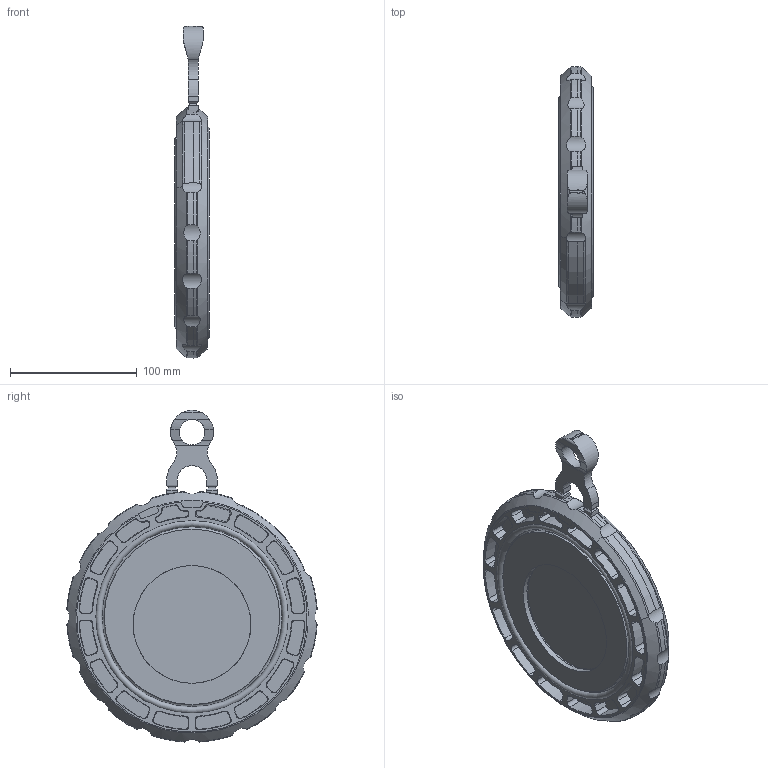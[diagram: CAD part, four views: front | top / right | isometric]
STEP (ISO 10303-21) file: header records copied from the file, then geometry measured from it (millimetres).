
FILE_DESCRIPTION((''),'2;1');
FILE_NAME('PV30091F125.stp','2022-02-18T11:12:21',('RL'),(''),'Autodesk Inventor 2012','Autodesk Inventor 2012','');
FILE_SCHEMA(('AUTOMOTIVE_DESIGN { 1 0 10303 214 1 1 1 1 }'));
Length unit declared in the file: millimetre
Products named in the file (1): PV30091F125
Bounding box: 27.06 x 197.6 x 262.1 mm (x, y, z)
Volume: 564921 mm3; surface area: 119179.2 mm2
Topology: 1 solids, 1 shells, 539 faces, 1593 edges, 1073 vertices
Faces by surface type: plane 197, cone 157, cylinder 124, torus 61
Full cylindrical faces by diameter (mm): 1.28 x2, 1.3 x3, 10 x2, 11 x2, 20.2 x1, 93 x1, 138.5 x1, 148.5 x1, 154.3 x1, 164.3 x1
Entity records: 20255 total; most frequent: CARTESIAN_POINT 5416, ORIENTED_EDGE 3110, DIRECTION 2938, EDGE_CURVE 1555, AXIS2_PLACEMENT_3D 1147, VERTEX_POINT 1061, VECTOR 644, LINE 644
